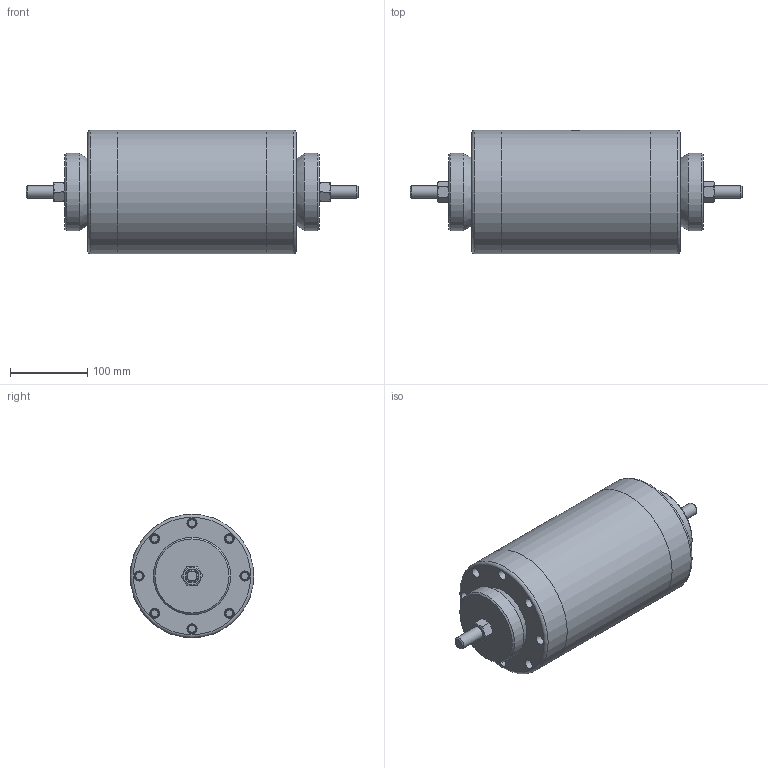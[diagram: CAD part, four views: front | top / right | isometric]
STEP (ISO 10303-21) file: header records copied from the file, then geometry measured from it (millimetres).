
FILE_DESCRIPTION( ( 'STEP AP214' ), '1' );
FILE_NAME( ' ', ' ', ( ' ' ), ( ' ' ), 'PSStep 13.0', 'VISI 18.0', ' ' );
FILE_SCHEMA( ( 'AUTOMOTIVE_DESIGN { 1 0 10303 214 1 1 1 1 }' ) );
Length unit declared in the file: millimetre
Products named in the file (42): Gewindestange M16 QV-120-100; Stuetzrohr DN 80; QM-080-xx; Druckstueck DN 80 QV-240; DIN934 M16 Sechskantmutter QV-240-080; DIN912 M6x40 Zylinderschraube QV-240-080; Gehäuse QV-240-080; DIN125 A6 U-Scheibe QV-240-080; Anschlussstueck QV-240-080
Bounding box: 430 x 160 x 160 mm (x, y, z)
Volume: 4759415.3 mm3; surface area: 652151.7 mm2
Topology: 42 solids, 42 shells, 405 faces, 815 edges, 535 vertices
Faces by surface type: cylinder 139, plane 137, cone 117, torus 12
Full cylindrical faces by diameter (mm): 5 x16, 6 x16, 6.4 x16, 6.6 x16, 10 x16, 11.45 x1, 12 x16, 13 x16, 16 x3, 16.5 x3, 18 x1, 73 x1, 78 x2, 80 x1, 84.926 x2, 100 x4, 103 x2, 105 x1, 129 x2, 138 x1, 160 x3
Entity records: 12805 total; most frequent: CARTESIAN_POINT 1897, DIRECTION 1684, ORIENTED_EDGE 902, AXIS2_PLACEMENT_3D 836, EDGE_LOOP 798, FACE_OUTER_BOUND 556, VERTEX_POINT 455, EDGE_CURVE 451
